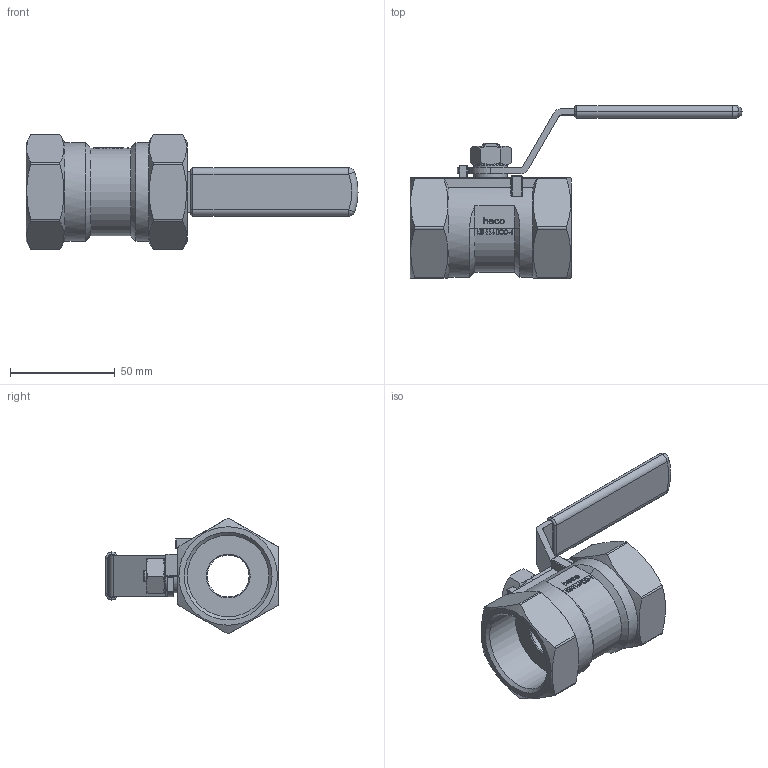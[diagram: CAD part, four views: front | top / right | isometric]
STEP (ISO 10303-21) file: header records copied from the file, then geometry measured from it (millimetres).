
FILE_DESCRIPTION (( 'STEP AP214' ), '1' );
FILE_NAME ('KU-114-ECO-4 Kugelhahn heco.STEP', '2015-11-30T13:10:31', ( 'test' ), ( '' ), 'SwSTEP 2.0', 'SolidWorks 2011', '' );
FILE_SCHEMA (( 'AUTOMOTIVE_DESIGN' ));
Length unit declared in the file: millimetre
Products named in the file (1): KU-114-ECO-4 Kugelhahn heco
Bounding box: 158.5 x 82.5 x 55.11 mm (x, y, z)
Volume: 97609.9 mm3; surface area: 31306.2 mm2
Topology: 2 solids, 2 shells, 551 faces, 1433 edges, 919 vertices
Faces by surface type: plane 262, bspline 139, cylinder 94, cone 25, torus 21, sphere 10
Full cylindrical faces by diameter (mm): 16 x2, 20 x1, 38.95 x2
Entity records: 30001 total; most frequent: CARTESIAN_POINT 11602, ORIENTED_EDGE 2808, DIRECTION 2054, EDGE_CURVE 1404, VERTEX_POINT 913, VECTOR 740, LINE 740, AXIS2_PLACEMENT_3D 657
